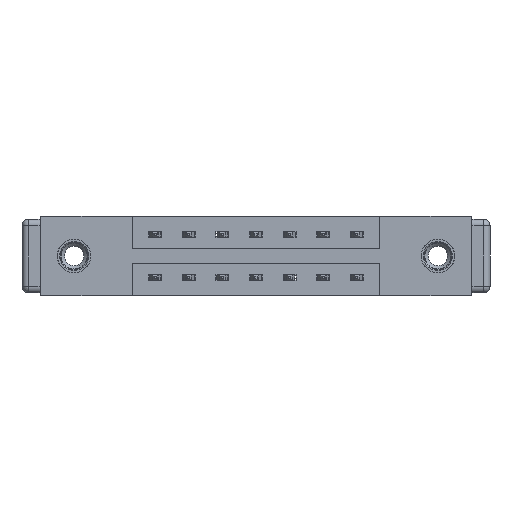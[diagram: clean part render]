
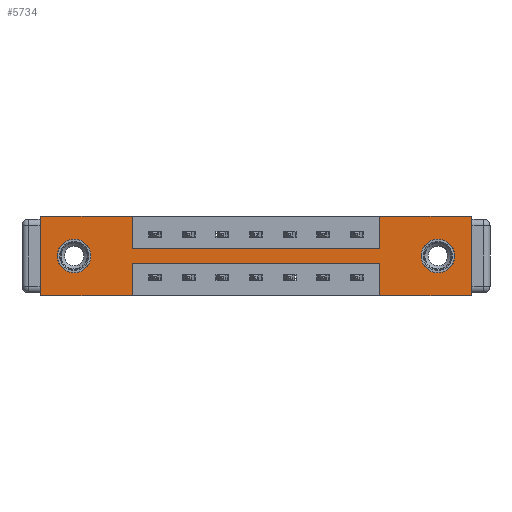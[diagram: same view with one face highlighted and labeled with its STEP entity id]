
A CAD part, front view. The second image highlights one B-rep face of the part: STEP entity #5734.
In plain terms, the highlighted planar face has unit normal (0, -1, 0).
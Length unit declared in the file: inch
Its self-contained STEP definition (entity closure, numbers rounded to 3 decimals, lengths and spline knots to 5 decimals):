
#139 = CARTESIAN_POINT ( 'NONE',  ( 0., 0., -0.37 ) ) ;
#214 = ORIENTED_EDGE ( 'NONE', *, *, #3334, .F. ) ;
#217 = DIRECTION ( 'NONE',  ( 1., 0., 0. ) ) ;
#230 = CARTESIAN_POINT ( 'NONE',  ( 0.425, 0., -0.22 ) ) ;
#242 = VERTEX_POINT ( 'NONE', #2018 ) ;
#292 = DIRECTION ( 'NONE',  ( -1., 0., 0. ) ) ;
#294 = CARTESIAN_POINT ( 'NONE',  ( 0.155, 0., -0.185 ) ) ;
#431 = ORIENTED_EDGE ( 'NONE', *, *, #8602, .T. ) ;
#645 = DIRECTION ( 'NONE',  ( 0., -1., 0. ) ) ;
#783 = LINE ( 'NONE', #5107, #9709 ) ;
#853 = LINE ( 'NONE', #5869, #5456 ) ;
#860 = CARTESIAN_POINT ( 'NONE',  ( 1.843, 0., -0.185 ) ) ;
#1097 = CARTESIAN_POINT ( 'NONE',  ( 0.425, 0., -0.15 ) ) ;
#1257 = VECTOR ( 'NONE', #5835, 39.37008 ) ;
#1283 = CARTESIAN_POINT ( 'NONE',  ( 1.573, 0., -0.37 ) ) ;
#1739 = CARTESIAN_POINT ( 'NONE',  ( 0.425, 0., -0.37 ) ) ;
#1757 = CARTESIAN_POINT ( 'NONE',  ( 1.843, 0., -0.263 ) ) ;
#1809 = EDGE_CURVE ( 'NONE', #11870, #5582, #3142, .T. ) ;
#1966 = CIRCLE ( 'NONE', #12485, 0.078 ) ;
#2018 = CARTESIAN_POINT ( 'NONE',  ( 1.998, 0., -0.37 ) ) ;
#2166 = CARTESIAN_POINT ( 'NONE',  ( 0.425, 0., 0. ) ) ;
#2210 = CIRCLE ( 'NONE', #4831, 0.078 ) ;
#2213 = AXIS2_PLACEMENT_3D ( 'NONE', #10862, #10737, #8791 ) ;
#2246 = DIRECTION ( 'NONE',  ( 0., 1., 0. ) ) ;
#2270 = EDGE_CURVE ( 'NONE', #7453, #4920, #3740, .T. ) ;
#2328 = LINE ( 'NONE', #11092, #12175 ) ;
#2354 = VECTOR ( 'NONE', #217, 39.37008 ) ;
#2360 = CARTESIAN_POINT ( 'NONE',  ( 1.573, 0., -0.15 ) ) ;
#2495 = EDGE_CURVE ( 'NONE', #4920, #6804, #11145, .T. ) ;
#2703 = DIRECTION ( 'NONE',  ( 0., 0., -1. ) ) ;
#2814 = CARTESIAN_POINT ( 'NONE',  ( 0., 0., 0. ) ) ;
#3113 = DIRECTION ( 'NONE',  ( 0., 0., -1. ) ) ;
#3119 = ORIENTED_EDGE ( 'NONE', *, *, #7148, .F. ) ;
#3122 = DIRECTION ( 'NONE',  ( 1., 0., 0. ) ) ;
#3125 = DIRECTION ( 'NONE',  ( 0., 0., 1. ) ) ;
#3142 = LINE ( 'NONE', #1097, #12223 ) ;
#3256 = DIRECTION ( 'NONE',  ( 0., 0., 1. ) ) ;
#3334 = EDGE_CURVE ( 'NONE', #4127, #10992, #5563, .T. ) ;
#3447 = EDGE_LOOP ( 'NONE', ( #431, #7500 ) ) ;
#3569 = EDGE_CURVE ( 'NONE', #12144, #12285, #2328, .T. ) ;
#3646 = EDGE_LOOP ( 'NONE', ( #5233, #8911, #3119, #6596, #5960, #214, #12004, #7394, #4183, #10051, #9791, #12295 ) ) ;
#3740 = LINE ( 'NONE', #7012, #4347 ) ;
#3757 = LINE ( 'NONE', #139, #5623 ) ;
#4127 = VERTEX_POINT ( 'NONE', #11517 ) ;
#4183 = ORIENTED_EDGE ( 'NONE', *, *, #10076, .F. ) ;
#4347 = VECTOR ( 'NONE', #6842, 39.37008 ) ;
#4415 = EDGE_CURVE ( 'NONE', #5582, #4127, #783, .T. ) ;
#4479 = AXIS2_PLACEMENT_3D ( 'NONE', #6541, #645, #9487 ) ;
#4603 = LINE ( 'NONE', #1739, #11247 ) ;
#4627 = CARTESIAN_POINT ( 'NONE',  ( 0., 0., -0.37 ) ) ;
#4644 = VECTOR ( 'NONE', #9553, 39.37008 ) ;
#4831 = AXIS2_PLACEMENT_3D ( 'NONE', #11888, #6044, #10899 ) ;
#4920 = VERTEX_POINT ( 'NONE', #7233 ) ;
#5005 = LINE ( 'NONE', #2166, #9161 ) ;
#5107 = CARTESIAN_POINT ( 'NONE',  ( 1.573, 0., 0. ) ) ;
#5225 = CARTESIAN_POINT ( 'NONE',  ( 1.573, 0., -0.22 ) ) ;
#5233 = ORIENTED_EDGE ( 'NONE', *, *, #5238, .F. ) ;
#5238 = EDGE_CURVE ( 'NONE', #12285, #9631, #4603, .T. ) ;
#5345 = CARTESIAN_POINT ( 'NONE',  ( 0.425, 0., 0. ) ) ;
#5408 = CARTESIAN_POINT ( 'NONE',  ( 0.155, 0., -0.107 ) ) ;
#5456 = VECTOR ( 'NONE', #3113, 39.37008 ) ;
#5491 = PLANE ( 'NONE',  #4479 ) ;
#5563 = LINE ( 'NONE', #2814, #1257 ) ;
#5582 = VERTEX_POINT ( 'NONE', #2360 ) ;
#5623 = VECTOR ( 'NONE', #9903, 39.37008 ) ;
#5734 = ADVANCED_FACE ( 'NONE', ( #7496, #11965, #7008 ), #5491, .T. ) ;
#5753 = CARTESIAN_POINT ( 'NONE',  ( 0.425, 0., -0.37 ) ) ;
#5835 = DIRECTION ( 'NONE',  ( 1., 0., 0. ) ) ;
#5869 = CARTESIAN_POINT ( 'NONE',  ( 1.998, 0., 0. ) ) ;
#5960 = ORIENTED_EDGE ( 'NONE', *, *, #10858, .F. ) ;
#6044 = DIRECTION ( 'NONE',  ( 0., 1., 0. ) ) ;
#6541 = CARTESIAN_POINT ( 'NONE',  ( 0., 0., -0.37 ) ) ;
#6596 = ORIENTED_EDGE ( 'NONE', *, *, #8128, .F. ) ;
#6804 = VERTEX_POINT ( 'NONE', #5345 ) ;
#6842 = DIRECTION ( 'NONE',  ( 0., 0., 1. ) ) ;
#7008 = FACE_OUTER_BOUND ( 'NONE', #3646, .T. ) ;
#7012 = CARTESIAN_POINT ( 'NONE',  ( 0., 0., 0. ) ) ;
#7037 = CARTESIAN_POINT ( 'NONE',  ( 0., 0., -0.37 ) ) ;
#7075 = CARTESIAN_POINT ( 'NONE',  ( 0.155, 0., -0.263 ) ) ;
#7148 = EDGE_CURVE ( 'NONE', #8161, #12144, #9421, .T. ) ;
#7233 = CARTESIAN_POINT ( 'NONE',  ( 0., 0., 0. ) ) ;
#7394 = ORIENTED_EDGE ( 'NONE', *, *, #1809, .F. ) ;
#7403 = LINE ( 'NONE', #7037, #12317 ) ;
#7453 = VERTEX_POINT ( 'NONE', #4627 ) ;
#7496 = FACE_BOUND ( 'NONE', #3447, .T. ) ;
#7500 = ORIENTED_EDGE ( 'NONE', *, *, #10777, .T. ) ;
#7632 = EDGE_CURVE ( 'NONE', #11422, #11642, #11262, .T. ) ;
#8128 = EDGE_CURVE ( 'NONE', #242, #8161, #7403, .T. ) ;
#8161 = VERTEX_POINT ( 'NONE', #1283 ) ;
#8511 = EDGE_LOOP ( 'NONE', ( #11372, #12124 ) ) ;
#8602 = EDGE_CURVE ( 'NONE', #9296, #10381, #1966, .T. ) ;
#8607 = CIRCLE ( 'NONE', #2213, 0.078 ) ;
#8791 = DIRECTION ( 'NONE',  ( 0., 0., 1. ) ) ;
#8911 = ORIENTED_EDGE ( 'NONE', *, *, #3569, .F. ) ;
#9161 = VECTOR ( 'NONE', #12103, 39.37008 ) ;
#9296 = VERTEX_POINT ( 'NONE', #12636 ) ;
#9321 = CARTESIAN_POINT ( 'NONE',  ( 0.425, 0., -0.15 ) ) ;
#9334 = CARTESIAN_POINT ( 'NONE',  ( 1.573, 0., -0.37 ) ) ;
#9421 = LINE ( 'NONE', #9334, #4644 ) ;
#9487 = DIRECTION ( 'NONE',  ( 0., 0., -1. ) ) ;
#9553 = DIRECTION ( 'NONE',  ( 0., 0., 1. ) ) ;
#9631 = VERTEX_POINT ( 'NONE', #5753 ) ;
#9709 = VECTOR ( 'NONE', #3125, 39.37008 ) ;
#9791 = ORIENTED_EDGE ( 'NONE', *, *, #2270, .F. ) ;
#9903 = DIRECTION ( 'NONE',  ( -1., 0., 0. ) ) ;
#10051 = ORIENTED_EDGE ( 'NONE', *, *, #2495, .F. ) ;
#10076 = EDGE_CURVE ( 'NONE', #6804, #11870, #5005, .T. ) ;
#10357 = AXIS2_PLACEMENT_3D ( 'NONE', #294, #2246, #3256 ) ;
#10381 = VERTEX_POINT ( 'NONE', #1757 ) ;
#10737 = DIRECTION ( 'NONE',  ( 0., 1., 0. ) ) ;
#10777 = EDGE_CURVE ( 'NONE', #10381, #9296, #2210, .T. ) ;
#10788 = DIRECTION ( 'NONE',  ( 0., 0., -1. ) ) ;
#10858 = EDGE_CURVE ( 'NONE', #10992, #242, #853, .T. ) ;
#10862 = CARTESIAN_POINT ( 'NONE',  ( 0.155, 0., -0.185 ) ) ;
#10899 = DIRECTION ( 'NONE',  ( 0., 0., -1. ) ) ;
#10992 = VERTEX_POINT ( 'NONE', #11334 ) ;
#11085 = EDGE_CURVE ( 'NONE', #9631, #7453, #3757, .T. ) ;
#11092 = CARTESIAN_POINT ( 'NONE',  ( 0.425, 0., -0.22 ) ) ;
#11145 = LINE ( 'NONE', #11948, #2354 ) ;
#11150 = DIRECTION ( 'NONE',  ( -1., 0., 0. ) ) ;
#11247 = VECTOR ( 'NONE', #2703, 39.37008 ) ;
#11262 = CIRCLE ( 'NONE', #10357, 0.078 ) ;
#11334 = CARTESIAN_POINT ( 'NONE',  ( 1.998, 0., 0. ) ) ;
#11372 = ORIENTED_EDGE ( 'NONE', *, *, #11975, .T. ) ;
#11422 = VERTEX_POINT ( 'NONE', #7075 ) ;
#11517 = CARTESIAN_POINT ( 'NONE',  ( 1.573, 0., 0. ) ) ;
#11642 = VERTEX_POINT ( 'NONE', #5408 ) ;
#11870 = VERTEX_POINT ( 'NONE', #9321 ) ;
#11888 = CARTESIAN_POINT ( 'NONE',  ( 1.843, 0., -0.185 ) ) ;
#11948 = CARTESIAN_POINT ( 'NONE',  ( 0., 0., 0. ) ) ;
#11965 = FACE_BOUND ( 'NONE', #8511, .T. ) ;
#11975 = EDGE_CURVE ( 'NONE', #11642, #11422, #8607, .T. ) ;
#12004 = ORIENTED_EDGE ( 'NONE', *, *, #4415, .F. ) ;
#12103 = DIRECTION ( 'NONE',  ( 0., 0., -1. ) ) ;
#12124 = ORIENTED_EDGE ( 'NONE', *, *, #7632, .T. ) ;
#12144 = VERTEX_POINT ( 'NONE', #5225 ) ;
#12175 = VECTOR ( 'NONE', #292, 39.37008 ) ;
#12223 = VECTOR ( 'NONE', #3122, 39.37008 ) ;
#12285 = VERTEX_POINT ( 'NONE', #230 ) ;
#12295 = ORIENTED_EDGE ( 'NONE', *, *, #11085, .F. ) ;
#12317 = VECTOR ( 'NONE', #11150, 39.37008 ) ;
#12485 = AXIS2_PLACEMENT_3D ( 'NONE', #860, #12624, #10788 ) ;
#12624 = DIRECTION ( 'NONE',  ( 0., 1., 0. ) ) ;
#12636 = CARTESIAN_POINT ( 'NONE',  ( 1.843, 0., -0.107 ) ) ;
